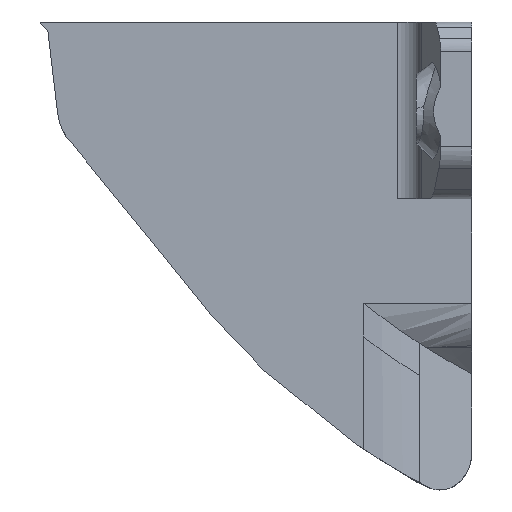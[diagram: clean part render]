
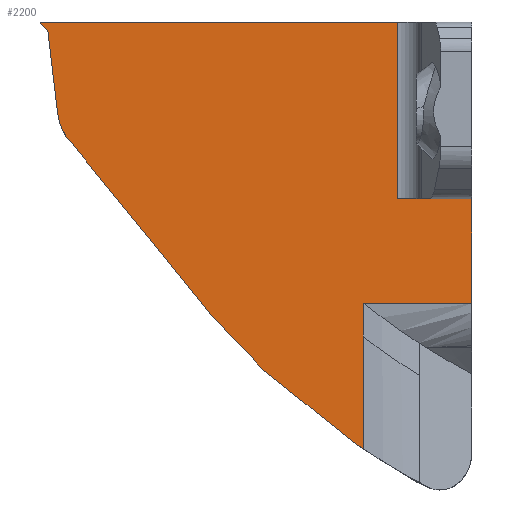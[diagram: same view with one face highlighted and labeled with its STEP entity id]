
A CAD part, left-side view. The second image highlights one B-rep face of the part: STEP entity #2200.
In plain terms, the highlighted planar face has unit normal (-1, 0, 0).
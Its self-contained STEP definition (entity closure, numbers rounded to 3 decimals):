
#114=ELLIPSE('',#2357,62.025,51.006);
#158=PLANE('',#2356);
#255=FACE_OUTER_BOUND('',#381,.T.);
#381=EDGE_LOOP('',(#1913,#1914,#1915,#1916,#1917,#1918,#1919,#1920,#1921,
#1922,#1923,#1924));
#499=LINE('',#4507,#669);
#510=LINE('',#4532,#680);
#528=LINE('',#5063,#698);
#534=LINE('',#5099,#704);
#543=LINE('',#5118,#713);
#558=LINE('',#5407,#728);
#559=LINE('',#5473,#729);
#560=LINE('',#5532,#730);
#561=LINE('',#5533,#731);
#669=VECTOR('',#2606,10.);
#680=VECTOR('',#2623,11.133);
#698=VECTOR('',#2661,10.);
#704=VECTOR('',#2677,10.);
#713=VECTOR('',#2692,10.);
#728=VECTOR('',#2745,10.);
#729=VECTOR('',#2750,12.12);
#730=VECTOR('',#2753,12.16);
#731=VECTOR('',#2754,12.16);
#836=B_SPLINE_CURVE_WITH_KNOTS('',3,(#5475,#5476,#5477,#5478),
 .UNSPECIFIED.,.F.,.F.,(4,4),(0.,0.213),.UNSPECIFIED.);
#837=B_SPLINE_CURVE_WITH_KNOTS('',3,(#5480,#5481,#5482,#5483,#5484,#5485,
#5486,#5487,#5488,#5489,#5490,#5491,#5492,#5493,#5494,#5495,#5496,#5497,
#5498,#5499,#5500,#5501,#5502,#5503,#5504,#5505,#5506,#5507,#5508,#5509,
#5510,#5511,#5512,#5513,#5514,#5515,#5516,#5517,#5518,#5519,#5520,#5521,
#5522,#5523,#5524,#5525,#5526,#5527,#5528),.UNSPECIFIED.,.F.,.F.,(4,3,3,
3,3,3,3,3,3,3,3,3,3,3,3,3,4),(-2.086,-2.001,-1.958,
-1.929,-1.915,-1.751,-1.568,
-1.359,-1.213,-1.048,-0.966,
-0.92,-0.889,-0.883,-0.709,
-0.582,-0.496),.UNSPECIFIED.);
#970=VERTEX_POINT('',#4504);
#971=VERTEX_POINT('',#4506);
#982=VERTEX_POINT('',#4530);
#1014=VERTEX_POINT('',#5061);
#1015=VERTEX_POINT('',#5062);
#1024=VERTEX_POINT('',#5097);
#1031=VERTEX_POINT('',#5116);
#1048=VERTEX_POINT('',#5472);
#1049=VERTEX_POINT('',#5474);
#1050=VERTEX_POINT('',#5479);
#1051=VERTEX_POINT('',#5529);
#1052=VERTEX_POINT('',#5531);
#1245=EDGE_CURVE('',#971,#970,#499,.T.);
#1258=EDGE_CURVE('',#982,#970,#510,.T.);
#1298=EDGE_CURVE('',#1014,#1015,#528,.T.);
#1310=EDGE_CURVE('',#1014,#1024,#534,.T.);
#1321=EDGE_CURVE('',#1024,#1031,#543,.T.);
#1351=EDGE_CURVE('',#971,#1031,#558,.T.);
#1353=EDGE_CURVE('',#1048,#982,#559,.T.);
#1354=EDGE_CURVE('',#1048,#1049,#836,.T.);
#1355=EDGE_CURVE('',#1050,#1049,#837,.T.);
#1356=EDGE_CURVE('',#1051,#1050,#114,.T.);
#1357=EDGE_CURVE('',#1052,#1051,#560,.T.);
#1358=EDGE_CURVE('',#1015,#1052,#561,.T.);
#1913=ORIENTED_EDGE('',*,*,#1298,.F.);
#1914=ORIENTED_EDGE('',*,*,#1310,.T.);
#1915=ORIENTED_EDGE('',*,*,#1321,.T.);
#1916=ORIENTED_EDGE('',*,*,#1351,.F.);
#1917=ORIENTED_EDGE('',*,*,#1245,.T.);
#1918=ORIENTED_EDGE('',*,*,#1258,.F.);
#1919=ORIENTED_EDGE('',*,*,#1353,.F.);
#1920=ORIENTED_EDGE('',*,*,#1354,.T.);
#1921=ORIENTED_EDGE('',*,*,#1355,.F.);
#1922=ORIENTED_EDGE('',*,*,#1356,.F.);
#1923=ORIENTED_EDGE('',*,*,#1357,.F.);
#1924=ORIENTED_EDGE('',*,*,#1358,.F.);
#2200=ADVANCED_FACE('',(#255),#158,.T.);
#2356=AXIS2_PLACEMENT_3D('',#5471,#2748,#2749);
#2357=AXIS2_PLACEMENT_3D('',#5530,#2751,#2752);
#2606=DIRECTION('',(0.,1.,0.));
#2623=DIRECTION('',(0.,0.635,0.772));
#2661=DIRECTION('',(0.,1.,0.));
#2677=DIRECTION('',(0.,0.,1.));
#2692=DIRECTION('',(0.,1.,0.));
#2745=DIRECTION('',(0.,0.,-1.));
#2748=DIRECTION('center_axis',(-1.,0.,0.));
#2749=DIRECTION('ref_axis',(0.,0.,1.));
#2750=DIRECTION('',(0.,0.118,0.993));
#2751=DIRECTION('center_axis',(1.,0.,0.));
#2752=DIRECTION('ref_axis',(0.,0.,1.));
#2753=DIRECTION('',(0.,0.,-1.));
#2754=DIRECTION('',(0.,0.,-1.));
#4504=CARTESIAN_POINT('',(-13.211,23.13,45.502));
#4506=CARTESIAN_POINT('',(-13.211,0.66,45.502));
#4507=CARTESIAN_POINT('',(-13.211,7.9,45.502));
#4530=CARTESIAN_POINT('',(-13.211,22.636,44.901));
#4532=CARTESIAN_POINT('',(-13.211,15.916,36.73));
#5061=CARTESIAN_POINT('',(-13.211,-4.04,27.821));
#5062=CARTESIAN_POINT('',(-13.211,2.786,27.82));
#5063=CARTESIAN_POINT('',(-13.211,1.131,27.821));
#5097=CARTESIAN_POINT('',(-13.211,-4.04,34.369));
#5099=CARTESIAN_POINT('',(-13.211,-4.04,38.118));
#5116=CARTESIAN_POINT('',(-13.211,0.66,34.369));
#5118=CARTESIAN_POINT('',(-13.211,2.752,34.369));
#5407=CARTESIAN_POINT('',(-13.211,0.66,38.361));
#5471=CARTESIAN_POINT('Origin',(-13.211,9.545,30.733));
#5472=CARTESIAN_POINT('',(-13.211,22.033,39.802));
#5473=CARTESIAN_POINT('',(-13.211,21.888,38.584));
#5474=CARTESIAN_POINT('',(-13.211,21.159,37.901));
#5475=CARTESIAN_POINT('Ctrl Pts',(-13.211,22.033,39.802));
#5476=CARTESIAN_POINT('Ctrl Pts',(-13.211,21.946,39.067));
#5477=CARTESIAN_POINT('Ctrl Pts',(-13.211,21.628,38.376));
#5478=CARTESIAN_POINT('Ctrl Pts',(-13.211,21.159,37.901));
#5479=CARTESIAN_POINT('',(-13.211,3.353,19.025));
#5480=CARTESIAN_POINT('Ctrl Pts',(-13.211,3.353,19.025));
#5481=CARTESIAN_POINT('Ctrl Pts',(-13.211,3.828,19.349));
#5482=CARTESIAN_POINT('Ctrl Pts',(-13.211,4.3,19.682));
#5483=CARTESIAN_POINT('Ctrl Pts',(-13.211,4.767,20.025));
#5484=CARTESIAN_POINT('Ctrl Pts',(-13.211,5.,20.197));
#5485=CARTESIAN_POINT('Ctrl Pts',(-13.211,5.232,20.371));
#5486=CARTESIAN_POINT('Ctrl Pts',(-13.211,5.463,20.547));
#5487=CARTESIAN_POINT('Ctrl Pts',(-13.211,5.617,20.664));
#5488=CARTESIAN_POINT('Ctrl Pts',(-13.211,5.769,20.782));
#5489=CARTESIAN_POINT('Ctrl Pts',(-13.211,5.921,20.901));
#5490=CARTESIAN_POINT('Ctrl Pts',(-13.211,5.998,20.961));
#5491=CARTESIAN_POINT('Ctrl Pts',(-13.211,6.075,21.022));
#5492=CARTESIAN_POINT('Ctrl Pts',(-13.211,6.152,21.082));
#5493=CARTESIAN_POINT('Ctrl Pts',(-13.211,7.022,21.773));
#5494=CARTESIAN_POINT('Ctrl Pts',(-13.211,7.834,22.468));
#5495=CARTESIAN_POINT('Ctrl Pts',(-13.211,8.595,23.166));
#5496=CARTESIAN_POINT('Ctrl Pts',(-13.211,9.445,23.945));
#5497=CARTESIAN_POINT('Ctrl Pts',(-13.211,10.232,24.727));
#5498=CARTESIAN_POINT('Ctrl Pts',(-13.211,10.971,25.507));
#5499=CARTESIAN_POINT('Ctrl Pts',(-13.211,11.813,26.398));
#5500=CARTESIAN_POINT('Ctrl Pts',(-13.211,12.59,27.286));
#5501=CARTESIAN_POINT('Ctrl Pts',(-13.211,13.323,28.167));
#5502=CARTESIAN_POINT('Ctrl Pts',(-13.211,13.833,28.781));
#5503=CARTESIAN_POINT('Ctrl Pts',(-13.211,14.322,29.391));
#5504=CARTESIAN_POINT('Ctrl Pts',(-13.211,14.795,29.996));
#5505=CARTESIAN_POINT('Ctrl Pts',(-13.211,15.331,30.681));
#5506=CARTESIAN_POINT('Ctrl Pts',(-13.211,15.85,31.359));
#5507=CARTESIAN_POINT('Ctrl Pts',(-13.211,16.363,32.033));
#5508=CARTESIAN_POINT('Ctrl Pts',(-13.211,16.62,32.37));
#5509=CARTESIAN_POINT('Ctrl Pts',(-13.211,16.876,32.705));
#5510=CARTESIAN_POINT('Ctrl Pts',(-13.211,17.132,33.041));
#5511=CARTESIAN_POINT('Ctrl Pts',(-13.211,17.275,33.228));
#5512=CARTESIAN_POINT('Ctrl Pts',(-13.211,17.418,33.414));
#5513=CARTESIAN_POINT('Ctrl Pts',(-13.211,17.562,33.601));
#5514=CARTESIAN_POINT('Ctrl Pts',(-13.211,17.657,33.725));
#5515=CARTESIAN_POINT('Ctrl Pts',(-13.211,17.753,33.849));
#5516=CARTESIAN_POINT('Ctrl Pts',(-13.211,17.849,33.973));
#5517=CARTESIAN_POINT('Ctrl Pts',(-13.211,17.867,33.997));
#5518=CARTESIAN_POINT('Ctrl Pts',(-13.211,17.885,34.021));
#5519=CARTESIAN_POINT('Ctrl Pts',(-13.211,17.904,34.045));
#5520=CARTESIAN_POINT('Ctrl Pts',(-13.211,18.45,34.749));
#5521=CARTESIAN_POINT('Ctrl Pts',(-13.211,18.979,35.413));
#5522=CARTESIAN_POINT('Ctrl Pts',(-13.211,19.479,36.014));
#5523=CARTESIAN_POINT('Ctrl Pts',(-13.211,19.845,36.455));
#5524=CARTESIAN_POINT('Ctrl Pts',(-13.211,20.195,36.861));
#5525=CARTESIAN_POINT('Ctrl Pts',(-13.211,20.524,37.225));
#5526=CARTESIAN_POINT('Ctrl Pts',(-13.211,20.746,37.47));
#5527=CARTESIAN_POINT('Ctrl Pts',(-13.211,20.958,37.697));
#5528=CARTESIAN_POINT('Ctrl Pts',(-13.211,21.159,37.901));
#5529=CARTESIAN_POINT('',(-13.211,2.786,18.645));
#5530=CARTESIAN_POINT('Origin',(-13.211,-21.558,73.149));
#5531=CARTESIAN_POINT('',(-13.211,2.786,25.682));
#5532=CARTESIAN_POINT('',(-13.211,2.786,25.656));
#5533=CARTESIAN_POINT('',(-13.211,2.786,32.179));
